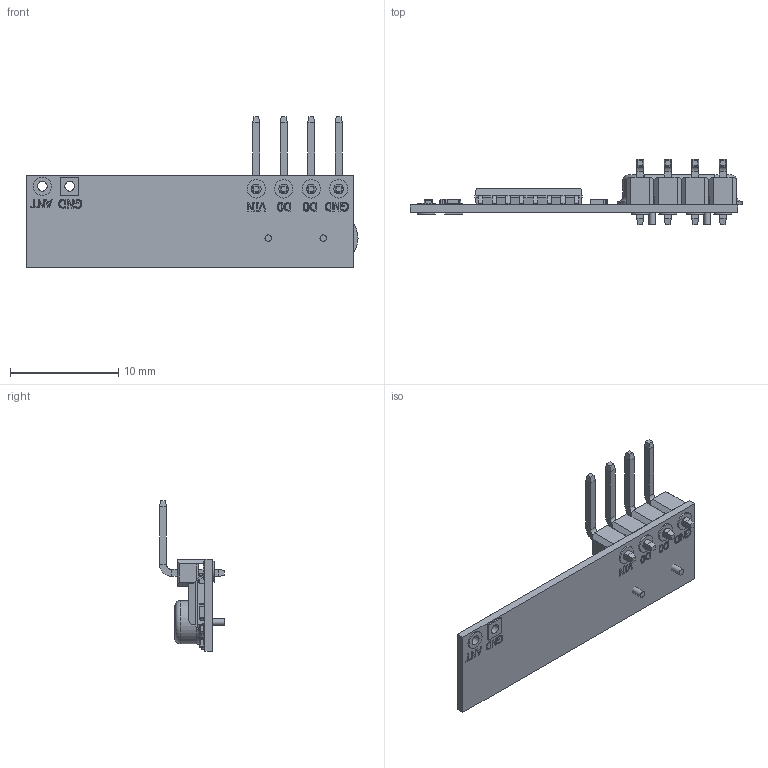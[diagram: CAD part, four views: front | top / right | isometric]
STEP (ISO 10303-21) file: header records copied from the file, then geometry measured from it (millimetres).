
FILE_DESCRIPTION(/* description */ (''),/* implementation_level */ '2;1');
FILE_NAME(/* name */ 'WL101-341.stp',/* time_stamp */ '2024-05-01T14:07:05-03:00',/* author */ ('Alberto'),/* organization */ (''),/* preprocessor_version */ 'ST-DEVELOPER v17',/* originating_system */ 'Autodesk Inventor 2018',/* authorisation */ '');
FILE_SCHEMA (('AUTOMOTIVE_DESIGN { 1 0 10303 214 3 1 1 }'));
Length unit declared in the file: millimetre
Products named in the file (1): WL101-341
Bounding box: 30.66 x 6 x 13.93 mm (x, y, z)
Volume: 425.6 mm3; surface area: 1154.7 mm2
Topology: 12 solids, 12 shells, 760 faces, 1850 edges, 1172 vertices
Faces by surface type: plane 553, bspline 116, cylinder 87, torus 4
Full cylindrical faces by diameter (mm): 0.6 x3, 0.9 x6, 1.7 x6
Entity records: 25726 total; most frequent: CARTESIAN_POINT 8011, ORIENTED_EDGE 3700, DIRECTION 3044, EDGE_CURVE 1850, LINE 1482, VECTOR 1482, VERTEX_POINT 1172, EDGE_LOOP 830
